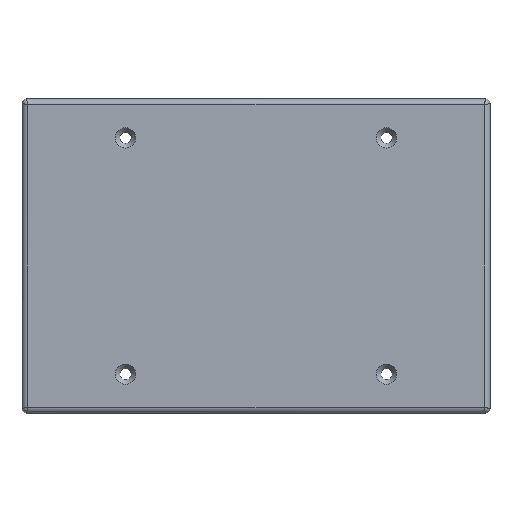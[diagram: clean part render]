
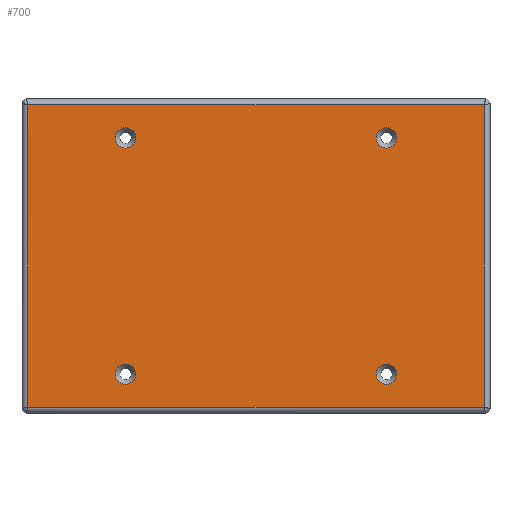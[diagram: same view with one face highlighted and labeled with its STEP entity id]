
A CAD part, top view. The second image highlights one B-rep face of the part: STEP entity #700.
In plain terms, the highlighted planar face has unit normal (0, 0, 1).
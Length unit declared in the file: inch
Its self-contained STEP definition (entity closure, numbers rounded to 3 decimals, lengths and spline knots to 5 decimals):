
#17=FACE_BOUND('',#139,.T.);
#18=FACE_BOUND('',#140,.T.);
#19=FACE_BOUND('',#141,.T.);
#20=FACE_BOUND('',#142,.T.);
#28=PLANE('',#793);
#95=FACE_OUTER_BOUND('',#138,.T.);
#138=EDGE_LOOP('',(#560,#561,#562,#563));
#139=EDGE_LOOP('',(#564,#565));
#140=EDGE_LOOP('',(#566,#567));
#141=EDGE_LOOP('',(#568,#569));
#142=EDGE_LOOP('',(#570,#571));
#178=LINE('',#1262,#226);
#181=LINE('',#1266,#229);
#183=LINE('',#1269,#231);
#185=LINE('',#1272,#233);
#226=VECTOR('',#924,0.3937);
#229=VECTOR('',#929,0.3937);
#231=VECTOR('',#933,0.3937);
#233=VECTOR('',#937,0.3937);
#266=CIRCLE('',#744,0.1405);
#267=CIRCLE('',#745,0.1405);
#271=CIRCLE('',#751,0.1405);
#272=CIRCLE('',#752,0.1405);
#276=CIRCLE('',#758,0.1405);
#277=CIRCLE('',#759,0.1405);
#281=CIRCLE('',#765,0.1405);
#282=CIRCLE('',#766,0.1405);
#308=VERTEX_POINT('',#1062);
#309=VERTEX_POINT('',#1063);
#313=VERTEX_POINT('',#1076);
#314=VERTEX_POINT('',#1077);
#318=VERTEX_POINT('',#1090);
#319=VERTEX_POINT('',#1091);
#323=VERTEX_POINT('',#1104);
#324=VERTEX_POINT('',#1105);
#330=VERTEX_POINT('',#1150);
#333=VERTEX_POINT('',#1186);
#336=VERTEX_POINT('',#1222);
#339=VERTEX_POINT('',#1258);
#370=EDGE_CURVE('',#308,#309,#266,.T.);
#371=EDGE_CURVE('',#309,#308,#267,.T.);
#377=EDGE_CURVE('',#313,#314,#271,.T.);
#378=EDGE_CURVE('',#314,#313,#272,.T.);
#384=EDGE_CURVE('',#318,#319,#276,.T.);
#385=EDGE_CURVE('',#319,#318,#277,.T.);
#391=EDGE_CURVE('',#323,#324,#281,.T.);
#392=EDGE_CURVE('',#324,#323,#282,.T.);
#410=EDGE_CURVE('',#330,#339,#178,.T.);
#413=EDGE_CURVE('',#339,#336,#181,.T.);
#415=EDGE_CURVE('',#336,#333,#183,.T.);
#417=EDGE_CURVE('',#333,#330,#185,.T.);
#560=ORIENTED_EDGE('',*,*,#410,.F.);
#561=ORIENTED_EDGE('',*,*,#417,.F.);
#562=ORIENTED_EDGE('',*,*,#415,.F.);
#563=ORIENTED_EDGE('',*,*,#413,.F.);
#564=ORIENTED_EDGE('',*,*,#370,.T.);
#565=ORIENTED_EDGE('',*,*,#371,.T.);
#566=ORIENTED_EDGE('',*,*,#377,.T.);
#567=ORIENTED_EDGE('',*,*,#378,.T.);
#568=ORIENTED_EDGE('',*,*,#384,.T.);
#569=ORIENTED_EDGE('',*,*,#385,.T.);
#570=ORIENTED_EDGE('',*,*,#391,.T.);
#571=ORIENTED_EDGE('',*,*,#392,.T.);
#700=ADVANCED_FACE('',(#95,#17,#18,#19,#20),#28,.T.);
#744=AXIS2_PLACEMENT_3D('',#1064,#836,#837);
#745=AXIS2_PLACEMENT_3D('',#1065,#838,#839);
#751=AXIS2_PLACEMENT_3D('',#1078,#852,#853);
#752=AXIS2_PLACEMENT_3D('',#1079,#854,#855);
#758=AXIS2_PLACEMENT_3D('',#1092,#868,#869);
#759=AXIS2_PLACEMENT_3D('',#1093,#870,#871);
#765=AXIS2_PLACEMENT_3D('',#1106,#884,#885);
#766=AXIS2_PLACEMENT_3D('',#1107,#886,#887);
#793=AXIS2_PLACEMENT_3D('',#1291,#957,#958);
#836=DIRECTION('center_axis',(0.,0.,-1.));
#837=DIRECTION('ref_axis',(1.,0.,0.));
#838=DIRECTION('center_axis',(0.,0.,-1.));
#839=DIRECTION('ref_axis',(1.,0.,0.));
#852=DIRECTION('center_axis',(0.,0.,-1.));
#853=DIRECTION('ref_axis',(1.,0.,0.));
#854=DIRECTION('center_axis',(0.,0.,-1.));
#855=DIRECTION('ref_axis',(1.,0.,0.));
#868=DIRECTION('center_axis',(0.,0.,-1.));
#869=DIRECTION('ref_axis',(1.,0.,0.));
#870=DIRECTION('center_axis',(0.,0.,-1.));
#871=DIRECTION('ref_axis',(1.,0.,0.));
#884=DIRECTION('center_axis',(0.,0.,-1.));
#885=DIRECTION('ref_axis',(1.,0.,0.));
#886=DIRECTION('center_axis',(0.,0.,-1.));
#887=DIRECTION('ref_axis',(1.,0.,0.));
#924=DIRECTION('',(0.,1.,0.));
#929=DIRECTION('',(1.,0.,0.));
#933=DIRECTION('',(0.,-1.,0.));
#937=DIRECTION('',(-1.,0.,0.));
#957=DIRECTION('center_axis',(0.,0.,1.));
#958=DIRECTION('ref_axis',(1.,0.,0.));
#1062=CARTESIAN_POINT('',(1.953,1.64,0.09));
#1063=CARTESIAN_POINT('',(1.672,1.64,0.09));
#1064=CARTESIAN_POINT('Origin',(1.8125,1.64,0.09));
#1065=CARTESIAN_POINT('Origin',(1.8125,1.64,0.09));
#1076=CARTESIAN_POINT('',(-1.672,1.64,0.09));
#1077=CARTESIAN_POINT('',(-1.953,1.64,0.09));
#1078=CARTESIAN_POINT('Origin',(-1.8125,1.64,0.09));
#1079=CARTESIAN_POINT('Origin',(-1.8125,1.64,0.09));
#1090=CARTESIAN_POINT('',(-1.672,-1.641,0.09));
#1091=CARTESIAN_POINT('',(-1.953,-1.641,0.09));
#1092=CARTESIAN_POINT('Origin',(-1.8125,-1.641,0.09));
#1093=CARTESIAN_POINT('Origin',(-1.8125,-1.641,0.09));
#1104=CARTESIAN_POINT('',(1.953,-1.641,0.09));
#1105=CARTESIAN_POINT('',(1.672,-1.641,0.09));
#1106=CARTESIAN_POINT('Origin',(1.8125,-1.641,0.09));
#1107=CARTESIAN_POINT('Origin',(1.8125,-1.641,0.09));
#1150=CARTESIAN_POINT('',(-3.17,-2.101,0.09));
#1186=CARTESIAN_POINT('',(3.17,-2.101,0.09));
#1222=CARTESIAN_POINT('',(3.17,2.101,0.09));
#1258=CARTESIAN_POINT('',(-3.17,2.101,0.09));
#1262=CARTESIAN_POINT('',(-3.17,1.0905,0.09));
#1266=CARTESIAN_POINT('',(1.625,2.101,0.09));
#1269=CARTESIAN_POINT('',(3.17,-1.0905,0.09));
#1272=CARTESIAN_POINT('',(-1.625,-2.101,0.09));
#1291=CARTESIAN_POINT('Origin',(0.,0.,0.09));
